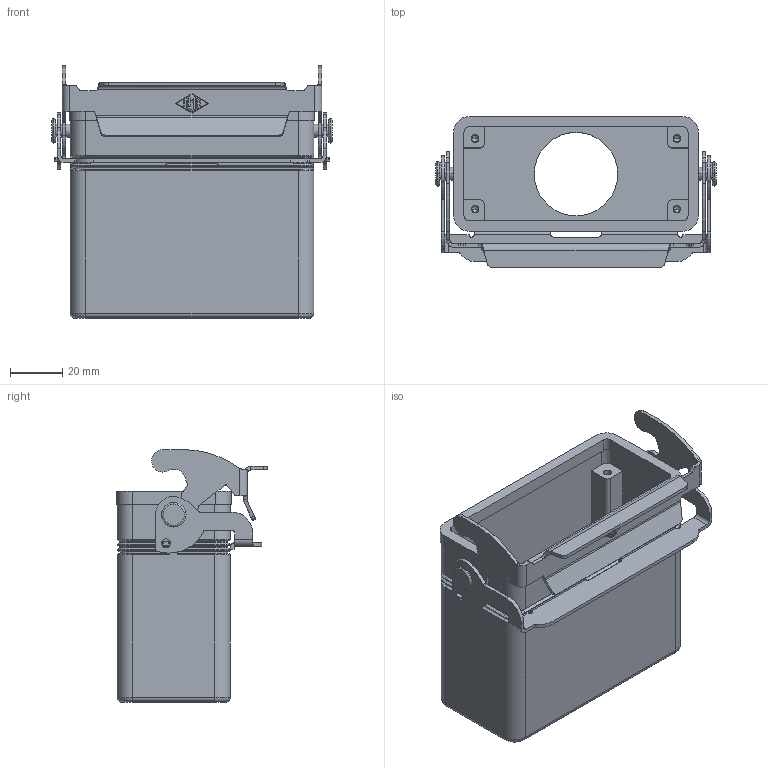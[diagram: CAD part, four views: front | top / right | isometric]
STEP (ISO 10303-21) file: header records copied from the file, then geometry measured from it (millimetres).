
FILE_DESCRIPTION((''),'2;1');
FILE_NAME('MVFV 16 LG32.stp','2006-12-19T10:38:30',('gembarski'),(''),'Autodesk Inventor 7','Autodesk Inventor 7','');
FILE_SCHEMA(('AUTOMOTIVE_DESIGN { 1 0 10303 214 1 1 1 1 }'));
Length unit declared in the file: millimetre
Products named in the file (1): MVFV 16 LG32
Bounding box: 107.5 x 57.98 x 97 mm (x, y, z)
Volume: 96022.6 mm3; surface area: 61498.4 mm2
Topology: 2 solids, 2 shells, 486 faces, 1259 edges, 792 vertices
Faces by surface type: bspline 188, plane 153, cylinder 123, cone 14, torus 8
Entity records: 17502 total; most frequent: CARTESIAN_POINT 6044, ORIENTED_EDGE 2494, DIRECTION 2209, EDGE_CURVE 1247, VECTOR 819, LINE 819, VERTEX_POINT 792, AXIS2_PLACEMENT_3D 695
